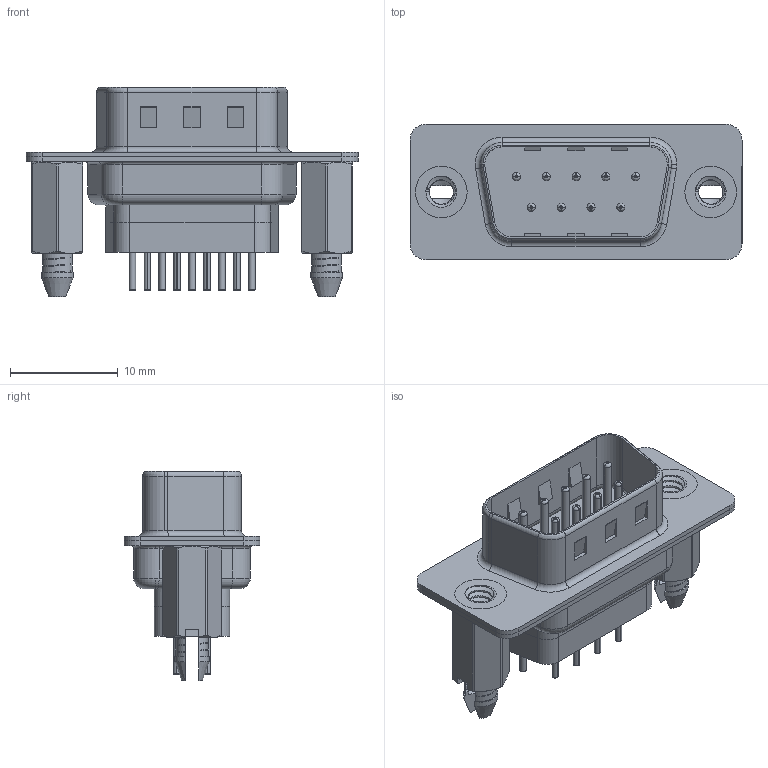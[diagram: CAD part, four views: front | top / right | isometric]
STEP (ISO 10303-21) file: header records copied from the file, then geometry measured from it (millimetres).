
FILE_DESCRIPTION (( 'STEP AP203' ), '1' );
FILE_NAME ('627-009-628-246.STEP', '2020-07-21T15:39:35', ( '' ), ( '' ), 'SwSTEP 2.0', 'SolidWorks 2020', '' );
FILE_SCHEMA (( 'CONFIG_CONTROL_DESIGN' ));
Length unit declared in the file: millimetre
Products named in the file (7): 627 Housing_09 FF; 627 Contact Row 2_28L; 627 Shell Rear_09 Contacts; 627 Contact Row 1_28L; 627-009-628-246; 627 Shell Front_09 Contacts; 627 4-40 Threaded Boardlock_FF
Assembly tree (14 placements, depth 2):
  627-009-628-246
    627 Housing_09 FF
    627 Shell Front_09 Contacts
    627 Shell Rear_09 Contacts
    627 Contact Row 1_28L  x5
    627 Contact Row 2_28L  x4
    627 4-40 Threaded Boardlock_FF  x2
Bounding box: 30.8 x 12.6 x 19.4 mm (x, y, z)
Volume: 1741 mm3; surface area: 4857.3 mm2
Topology: 15 solids, 15 shells, 1371 faces, 3627 edges, 2277 vertices
Faces by surface type: cylinder 551, plane 361, torus 299, cone 106, bspline 54
Entity records: 36215 total; most frequent: CARTESIAN_POINT 19787, DIRECTION 3315, ORIENTED_EDGE 3254, EDGE_CURVE 1627, AXIS2_PLACEMENT_3D 1312, VERTEX_POINT 1037, EDGE_LOOP 718, CIRCLE 692
